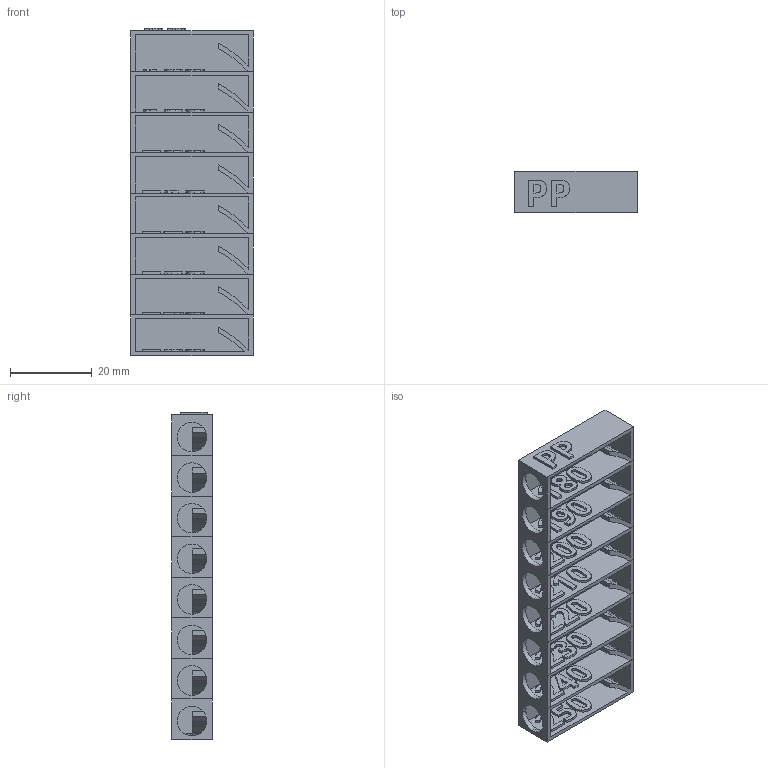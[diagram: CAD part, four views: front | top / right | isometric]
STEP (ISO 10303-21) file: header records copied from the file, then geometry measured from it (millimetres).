
FILE_DESCRIPTION(('FreeCAD Model'),'2;1');
FILE_NAME('Open CASCADE Shape Model','2023-07-20T11:06:03',(''),(''), 'Open CASCADE STEP processor 7.6','FreeCAD','Unknown');
FILE_SCHEMA(('AUTOMOTIVE_DESIGN { 1 0 10303 214 1 1 1 1 }'));
Products named in the file (1): TempTower
Bounding box: 30 x 10 x 79.8 mm (x, y, z)
Volume: 7021 mm3; surface area: 13751.7 mm2
Topology: 8 solids, 8 shells, 742 faces, 2048 edges, 1362 vertices
Faces by surface type: extrusion 414, plane 319, cylinder 9
Full cylindrical faces by diameter (mm): 7.2 x7
Entity records: 50674 total; most frequent: CARTESIAN_POINT 12436, DIRECTION 5563, VECTOR 4860, LINE 4446, ORIENTED_EDGE 4092, PCURVE 4092, DEFINITIONAL_REPRESENTATION 4092, B_SPLINE_CURVE_WITH_KNOTS 2070
